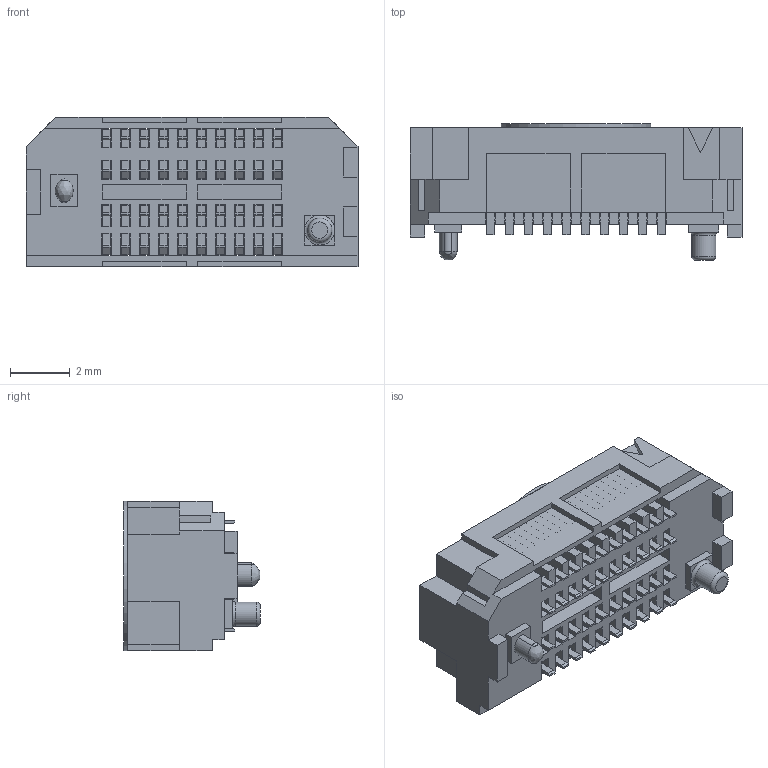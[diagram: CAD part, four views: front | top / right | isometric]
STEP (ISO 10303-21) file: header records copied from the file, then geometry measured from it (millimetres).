
FILE_DESCRIPTION( ( 'STEP AP214' ), '1' );
FILE_NAME( 'ADF6-10-03.5-L-4-2-A-TR.stp', '2020-10-16T15:54:20', ( 'License CC BY-ND 4.0' ), ( 'CADENAS' ), ' ', 'PARTsolutions', ' ' );
FILE_SCHEMA( ( 'AUTOMOTIVE_DESIGN { 1 0 10303 214 1 1 1 1 }' ) );
Length unit declared in the file: millimetre
Products named in the file (6): ADF6-10-03.5-L-4-2-A-TR; _ADF6-10-L-A; _Al_Pin_1_Alignment_pin; _Al_Pin_2_Alignment_pin; _ADF6-10_Pin.; _ADF6_Pad
Assembly tree (6 placements, depth 2):
  ADF6-10-03.5-L-4-2-A-TR
    _ADF6-10-L-A
    _Al_Pin_1_Alignment_pin
    _Al_Pin_2_Alignment_pin
    _ADF6-10_Pin.  x2
    _ADF6_Pad
Bounding box: 11.07 x 4.55 x 5 mm (x, y, z)
Volume: 99.8 mm3; surface area: 623.7 mm2
Topology: 6 solids, 6 shells, 1704 faces, 5289 edges, 3505 vertices
Faces by surface type: plane 1231, cylinder 468, torus 2, sphere 2, bspline 1
Full cylindrical faces by diameter (mm): 0.8 x1, 5 x1
Entity records: 46385 total; most frequent: CARTESIAN_POINT 6983, ORIENTED_EDGE 6774, DIRECTION 5995, EDGE_CURVE 3387, LINE 2805, VECTOR 2805, VERTEX_POINT 2240, AXIS2_PLACEMENT_3D 1595
